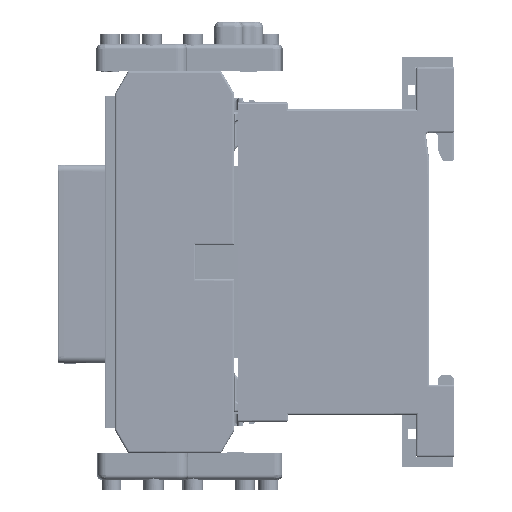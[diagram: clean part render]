
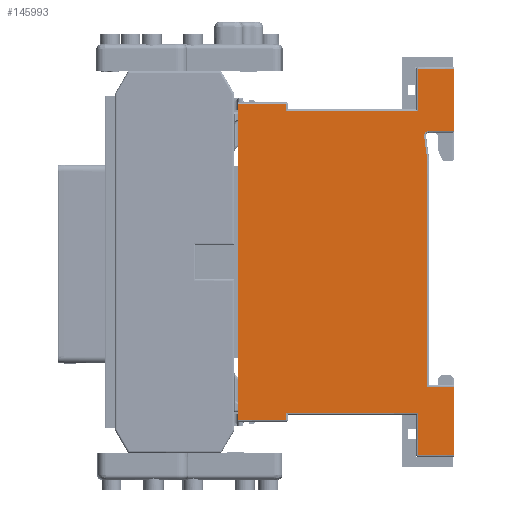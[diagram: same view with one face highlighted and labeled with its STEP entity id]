
A CAD part, left-side view. The second image highlights one B-rep face of the part: STEP entity #145993.
In plain terms, the highlighted planar face has unit normal (-1, -0.009, 0).
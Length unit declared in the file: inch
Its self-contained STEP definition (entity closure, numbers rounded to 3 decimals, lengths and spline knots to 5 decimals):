
#131510=CARTESIAN_POINT('',(-3.16125,0.79854,0.92323));
#131511=VERTEX_POINT('',#131510);
#131602=CARTESIAN_POINT('',(-3.16125,0.79854,-0.92323));
#131603=VERTEX_POINT('',#131602);
#135512=CARTESIAN_POINT('',(-3.15266,-0.18561,0.76969));
#135513=VERTEX_POINT('',#135512);
#136197=CARTESIAN_POINT('',(-3.15266,-0.18561,-0.73031));
#136198=VERTEX_POINT('',#136197);
#136967=CARTESIAN_POINT('',(-3.16373,1.08211,0.92323));
#136968=VERTEX_POINT('',#136967);
#136969=CARTESIAN_POINT('',(-3.16373,1.08211,0.92323));
#136970=DIRECTION('',(0.009,-1.,0.0));
#136971=VECTOR('',#136970,0.28358);
#136972=LINE('',#136969,#136971);
#136973=EDGE_CURVE('',#131511,#136968,#136972,.F.);
#137008=CARTESIAN_POINT('',(-3.16125,0.79854,0.88386));
#137009=VERTEX_POINT('',#137008);
#137010=CARTESIAN_POINT('',(-3.16125,0.79854,0.88386));
#137011=DIRECTION('',(0.0,0.0,1.0));
#137012=VECTOR('',#137011,0.03937);
#137013=LINE('',#137010,#137012);
#137014=EDGE_CURVE('',#137009,#131511,#137013,.T.);
#137049=CARTESIAN_POINT('',(-3.15452,0.02689,0.88386));
#137050=VERTEX_POINT('',#137049);
#137051=CARTESIAN_POINT('',(-3.16125,0.79854,0.88386));
#137052=DIRECTION('',(0.009,-1.,0.0));
#137053=VECTOR('',#137052,0.77168);
#137054=LINE('',#137051,#137053);
#137055=EDGE_CURVE('',#137050,#137009,#137054,.F.);
#137090=CARTESIAN_POINT('',(-3.15452,0.02689,1.12992));
#137091=VERTEX_POINT('',#137090);
#137092=CARTESIAN_POINT('',(-3.15452,0.02689,1.12992));
#137093=DIRECTION('',(0.0,0.0,-1.0));
#137094=VECTOR('',#137093,0.24606);
#137095=LINE('',#137092,#137094);
#137096=EDGE_CURVE('',#137091,#137050,#137095,.T.);
#137140=CARTESIAN_POINT('',(-3.15266,-0.18561,1.12992));
#137141=VERTEX_POINT('',#137140);
#137156=CARTESIAN_POINT('',(-3.15266,-0.18561,1.12992));
#137157=DIRECTION('',(-0.009,1.,0.0));
#137158=VECTOR('',#137157,0.2125);
#137159=LINE('',#137156,#137158);
#137160=EDGE_CURVE('',#137141,#137091,#137159,.T.);
#137170=CARTESIAN_POINT('',(-3.15452,0.02689,-1.12992));
#137171=VERTEX_POINT('',#137170);
#137180=CARTESIAN_POINT('',(-3.15266,-0.18561,-1.12992));
#137181=VERTEX_POINT('',#137180);
#137189=CARTESIAN_POINT('',(-3.15452,0.02689,-1.12992));
#137190=DIRECTION('',(0.009,-1.,0.0));
#137191=VECTOR('',#137190,0.2125);
#137192=LINE('',#137189,#137191);
#137193=EDGE_CURVE('',#137171,#137181,#137192,.T.);
#137246=CARTESIAN_POINT('',(-3.15452,0.02689,-0.88386));
#137247=VERTEX_POINT('',#137246);
#137248=CARTESIAN_POINT('',(-3.15452,0.02689,-0.88386));
#137249=DIRECTION('',(0.0,0.0,-1.0));
#137250=VECTOR('',#137249,0.24606);
#137251=LINE('',#137248,#137250);
#137252=EDGE_CURVE('',#137247,#137171,#137251,.T.);
#137278=CARTESIAN_POINT('',(-3.16125,0.79854,-0.88386));
#137279=VERTEX_POINT('',#137278);
#137280=CARTESIAN_POINT('',(-3.15452,0.02689,-0.88386));
#137281=DIRECTION('',(-0.009,1.,0.0));
#137282=VECTOR('',#137281,0.77168);
#137283=LINE('',#137280,#137282);
#137284=EDGE_CURVE('',#137279,#137247,#137283,.F.);
#137310=CARTESIAN_POINT('',(-3.16125,0.79854,-0.92323));
#137311=DIRECTION('',(0.0,0.0,1.0));
#137312=VECTOR('',#137311,0.03937);
#137313=LINE('',#137310,#137312);
#137314=EDGE_CURVE('',#131603,#137279,#137313,.T.);
#137341=CARTESIAN_POINT('',(-3.16373,1.08211,-0.92323));
#137342=VERTEX_POINT('',#137341);
#137343=CARTESIAN_POINT('',(-3.16373,1.08211,-0.92323));
#137344=DIRECTION('',(0.009,-1.,0.0));
#137345=VECTOR('',#137344,0.28358);
#137346=LINE('',#137343,#137345);
#137347=EDGE_CURVE('',#137342,#131603,#137346,.T.);
#137364=CARTESIAN_POINT('',(-3.15404,-0.02823,-0.73031));
#137365=VERTEX_POINT('',#137364);
#137366=CARTESIAN_POINT('',(-3.15266,-0.18561,-0.73031));
#137367=DIRECTION('',(-0.009,1.,0.0));
#137368=VECTOR('',#137367,0.15738);
#137369=LINE('',#137366,#137368);
#137370=EDGE_CURVE('',#136198,#137365,#137369,.T.);
#137407=CARTESIAN_POINT('',(-3.15404,-0.02823,0.58975));
#137408=VERTEX_POINT('',#137407);
#137416=CARTESIAN_POINT('',(-3.15404,-0.02823,-0.73031));
#137417=DIRECTION('',(0.0,0.0,1.0));
#137418=VECTOR('',#137417,1.32007);
#137419=LINE('',#137416,#137418);
#137420=EDGE_CURVE('',#137365,#137408,#137419,.T.);
#137439=CARTESIAN_POINT('',(-3.15421,-0.00865,0.73374));
#137440=VERTEX_POINT('',#137439);
#137448=CARTESIAN_POINT('',(-3.15404,-0.02823,0.58975));
#137449=DIRECTION('',(-0.001,0.135,0.991));
#137450=VECTOR('',#137449,0.14531);
#137451=LINE('',#137448,#137450);
#137452=EDGE_CURVE('',#137408,#137440,#137451,.T.);
#137504=CARTESIAN_POINT('',(-3.15393,-0.04004,0.76969));
#137505=VERTEX_POINT('',#137504);
#137513=CARTESIAN_POINT('',(-3.15393,-0.04004,0.73801));
#137514=DIRECTION('',(-1.,-0.009,0.0));
#137515=DIRECTION('',(-0.009,1.,0.0));
#137516=AXIS2_PLACEMENT_3D('',#137513,#137514,#137515);
#137517=ELLIPSE('',#137516,0.03168,0.03168);
#137518=EDGE_CURVE('',#137440,#137505,#137517,.F.);
#137543=CARTESIAN_POINT('',(-3.15266,-0.18561,0.76969));
#137544=DIRECTION('',(-0.009,1.,0.0));
#137545=VECTOR('',#137544,0.14557);
#137546=LINE('',#137543,#137545);
#137547=EDGE_CURVE('',#137505,#135513,#137546,.F.);
#143492=CARTESIAN_POINT('',(-3.15266,-0.18561,-1.12992));
#143493=DIRECTION('',(0.0,0.0,1.0));
#143494=VECTOR('',#143493,0.39961);
#143495=LINE('',#143492,#143494);
#143496=EDGE_CURVE('',#136198,#137181,#143495,.F.);
#145958=CARTESIAN_POINT('',(-3.15435,0.00731,0.93504));
#145959=DIRECTION('',(-1.,-0.009,0.0));
#145960=DIRECTION('',(0.0,0.0,1.0));
#145961=AXIS2_PLACEMENT_3D('',#145958,#145959,#145960);
#145962=PLANE('',#145961);
#145963=ORIENTED_EDGE('',*,*,#137252,.T.);
#145964=ORIENTED_EDGE('',*,*,#137193,.T.);
#145965=ORIENTED_EDGE('',*,*,#143496,.F.);
#145966=ORIENTED_EDGE('',*,*,#137370,.T.);
#145967=ORIENTED_EDGE('',*,*,#137420,.T.);
#145968=ORIENTED_EDGE('',*,*,#137452,.T.);
#145969=ORIENTED_EDGE('',*,*,#137518,.T.);
#145970=ORIENTED_EDGE('',*,*,#137547,.T.);
#145971=CARTESIAN_POINT('',(-3.15266,-0.18561,1.12992));
#145972=DIRECTION('',(0.0,0.0,-1.0));
#145973=VECTOR('',#145972,0.36024);
#145974=LINE('',#145971,#145973);
#145975=EDGE_CURVE('',#135513,#137141,#145974,.F.);
#145976=ORIENTED_EDGE('',*,*,#145975,.T.);
#145977=ORIENTED_EDGE('',*,*,#137160,.T.);
#145978=ORIENTED_EDGE('',*,*,#137096,.T.);
#145979=ORIENTED_EDGE('',*,*,#137055,.T.);
#145980=ORIENTED_EDGE('',*,*,#137014,.T.);
#145981=ORIENTED_EDGE('',*,*,#136973,.T.);
#145982=CARTESIAN_POINT('',(-3.16373,1.08211,0.92323));
#145983=DIRECTION('',(0.0,0.0,-1.0));
#145984=VECTOR('',#145983,1.84646);
#145985=LINE('',#145982,#145984);
#145986=EDGE_CURVE('',#137342,#136968,#145985,.F.);
#145987=ORIENTED_EDGE('',*,*,#145986,.F.);
#145988=ORIENTED_EDGE('',*,*,#137347,.T.);
#145989=ORIENTED_EDGE('',*,*,#137314,.T.);
#145990=ORIENTED_EDGE('',*,*,#137284,.T.);
#145991=EDGE_LOOP('',(#145963,#145964,#145965,#145966,#145967,#145968,#145969,#145970,#145976,#145977,#145978,#145979,#145980,#145981,#145987,#145988,#145989,#145990));
#145992=FACE_OUTER_BOUND('',#145991,.T.);
#145993=ADVANCED_FACE('',(#145992),#145962,.T.);
